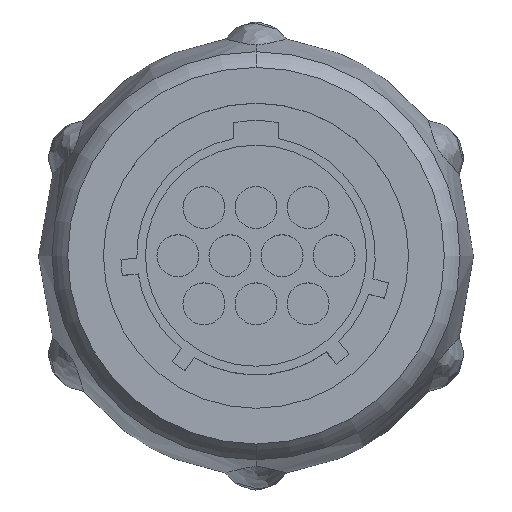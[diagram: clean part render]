
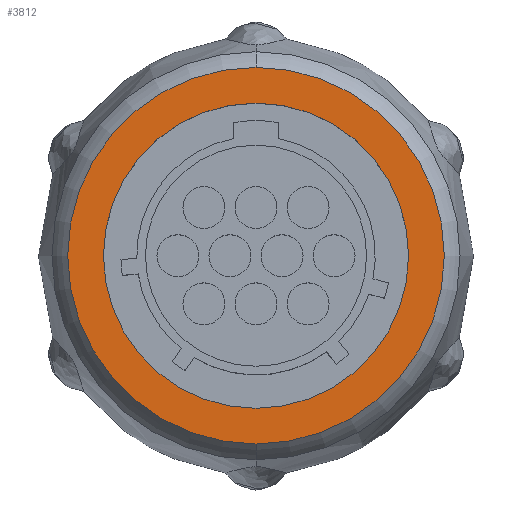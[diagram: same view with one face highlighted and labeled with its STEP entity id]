
A CAD part, top view. The second image highlights one B-rep face of the part: STEP entity #3812.
In plain terms, the highlighted planar face has unit normal (0, 0, 1).
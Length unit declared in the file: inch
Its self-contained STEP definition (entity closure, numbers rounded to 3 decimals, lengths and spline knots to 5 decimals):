
#1307=CARTESIAN_POINT('',(0.,0.,0.85236));
#1308=DIRECTION('',(0.,0.,1.));
#1309=DIRECTION('',(0.,1.,0.));
#1310=AXIS2_PLACEMENT_3D('',#1307,#1308,#1309);
#1312=CARTESIAN_POINT('',(0.,0.,0.85236));
#1313=DIRECTION('',(0.,0.,-1.));
#1314=DIRECTION('',(0.,1.,0.));
#1315=AXIS2_PLACEMENT_3D('',#1312,#1313,#1314);
#1317=CARTESIAN_POINT('',(0.,0.,0.85236));
#1318=DIRECTION('',(0.,0.,-1.));
#1319=DIRECTION('',(0.,1.,0.));
#1320=AXIS2_PLACEMENT_3D('',#1317,#1318,#1319);
#1330=CARTESIAN_POINT('',(0.,0.,0.85236));
#1331=DIRECTION('',(0.,0.,1.));
#1332=DIRECTION('',(0.,1.,0.));
#1333=AXIS2_PLACEMENT_3D('',#1330,#1331,#1332);
#2816=CARTESIAN_POINT('',(0.,0.46989,0.85236));
#2818=VERTEX_POINT('',#2816);
#2819=CARTESIAN_POINT('',(0.,0.38071,0.85236));
#2821=VERTEX_POINT('',#2819);
#2832=CARTESIAN_POINT('',(0.,-0.46989,0.85236));
#2834=VERTEX_POINT('',#2832);
#2835=CARTESIAN_POINT('',(0.,-0.38071,0.85236));
#2837=VERTEX_POINT('',#2835);
#3797=CARTESIAN_POINT('',(0.,0.,0.85236));
#3798=DIRECTION('',(0.,0.,-1.));
#3799=DIRECTION('',(0.,-1.,0.));
#3800=AXIS2_PLACEMENT_3D('',#3797,#3798,#3799);
#3801=PLANE('',#3800);
#3802=ORIENTED_EDGE('',*,*,#3790,.F.);
#3803=ORIENTED_EDGE('',*,*,#3779,.T.);
#3804=EDGE_LOOP('',(#3802,#3803));
#3805=FACE_OUTER_BOUND('',#3804,.F.);
#3807=ORIENTED_EDGE('',*,*,#3806,.F.);
#3809=ORIENTED_EDGE('',*,*,#3808,.T.);
#3810=EDGE_LOOP('',(#3807,#3809));
#3811=FACE_BOUND('',#3810,.F.);
#3812=ADVANCED_FACE('',(#3805,#3811),#3801,.F.);
#1311=CIRCLE('',#1310,0.46989);
#1316=CIRCLE('',#1315,0.46989);
#1321=CIRCLE('',#1320,0.38071);
#1334=CIRCLE('',#1333,0.38071);
#3779=EDGE_CURVE('',#2818,#2834,#1316,.T.);
#3790=EDGE_CURVE('',#2818,#2834,#1311,.T.);
#3806=EDGE_CURVE('',#2821,#2837,#1321,.T.);
#3808=EDGE_CURVE('',#2821,#2837,#1334,.T.);
